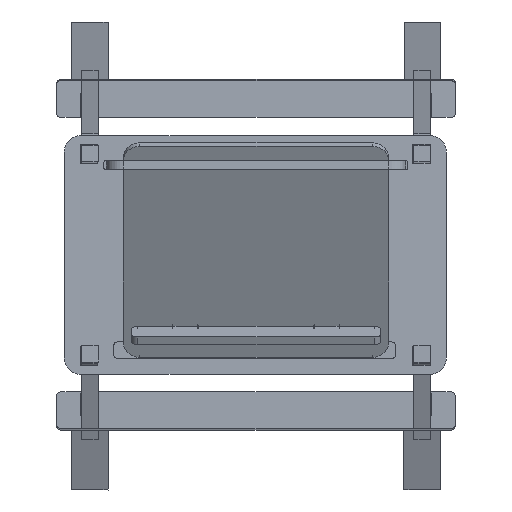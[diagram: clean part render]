
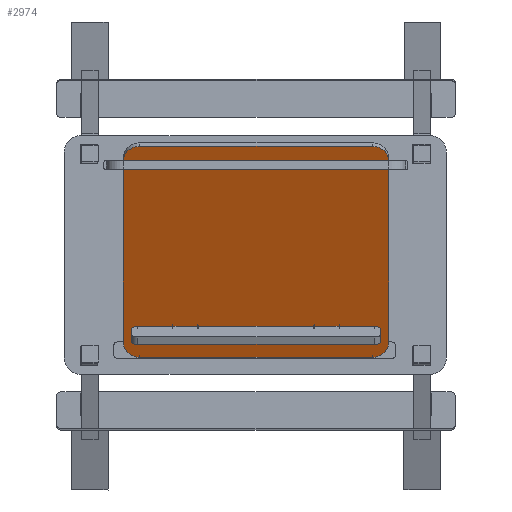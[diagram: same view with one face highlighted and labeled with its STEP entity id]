
A CAD part, top view. The second image highlights one B-rep face of the part: STEP entity #2974.
In plain terms, the highlighted planar face has unit normal (0, -0.423, 0.906).
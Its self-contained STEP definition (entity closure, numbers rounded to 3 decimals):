
#21=FACE_BOUND('',#535,.T.);
#22=FACE_BOUND('',#536,.T.);
#230=PLANE('',#3289);
#371=FACE_OUTER_BOUND('',#534,.T.);
#534=EDGE_LOOP('',(#2595,#2596,#2597,#2598,#2599,#2600,#2601,#2602));
#535=EDGE_LOOP('',(#2603,#2604,#2605,#2606));
#536=EDGE_LOOP('',(#2607,#2608,#2609,#2610));
#799=LINE('',#4801,#1130);
#802=LINE('',#4807,#1133);
#805=LINE('',#4813,#1136);
#808=LINE('',#4817,#1139);
#811=LINE('',#4825,#1142);
#814=LINE('',#4831,#1145);
#817=LINE('',#4837,#1148);
#820=LINE('',#4841,#1151);
#823=LINE('',#4849,#1154);
#827=LINE('',#4861,#1158);
#831=LINE('',#4873,#1162);
#835=LINE('',#4885,#1166);
#1130=VECTOR('',#3923,10.);
#1133=VECTOR('',#3928,10.);
#1136=VECTOR('',#3933,10.);
#1139=VECTOR('',#3938,10.);
#1142=VECTOR('',#3943,10.);
#1145=VECTOR('',#3948,10.);
#1148=VECTOR('',#3953,10.);
#1151=VECTOR('',#3958,10.);
#1154=VECTOR('',#3963,10.);
#1158=VECTOR('',#3975,10.);
#1162=VECTOR('',#3987,10.);
#1166=VECTOR('',#3999,10.);
#1281=CIRCLE('',#3276,10.);
#1283=CIRCLE('',#3280,10.);
#1285=CIRCLE('',#3284,10.);
#1287=CIRCLE('',#3288,10.);
#1492=VERTEX_POINT('',#4798);
#1493=VERTEX_POINT('',#4800);
#1495=VERTEX_POINT('',#4806);
#1497=VERTEX_POINT('',#4812);
#1500=VERTEX_POINT('',#4822);
#1501=VERTEX_POINT('',#4824);
#1503=VERTEX_POINT('',#4830);
#1505=VERTEX_POINT('',#4836);
#1508=VERTEX_POINT('',#4846);
#1509=VERTEX_POINT('',#4848);
#1511=VERTEX_POINT('',#4854);
#1513=VERTEX_POINT('',#4860);
#1515=VERTEX_POINT('',#4866);
#1517=VERTEX_POINT('',#4872);
#1519=VERTEX_POINT('',#4878);
#1521=VERTEX_POINT('',#4884);
#1855=EDGE_CURVE('',#1493,#1492,#799,.T.);
#1858=EDGE_CURVE('',#1495,#1493,#802,.T.);
#1861=EDGE_CURVE('',#1497,#1495,#805,.T.);
#1864=EDGE_CURVE('',#1492,#1497,#808,.T.);
#1867=EDGE_CURVE('',#1501,#1500,#811,.T.);
#1870=EDGE_CURVE('',#1503,#1501,#814,.T.);
#1873=EDGE_CURVE('',#1505,#1503,#817,.T.);
#1876=EDGE_CURVE('',#1500,#1505,#820,.T.);
#1879=EDGE_CURVE('',#1509,#1508,#823,.T.);
#1882=EDGE_CURVE('',#1511,#1509,#1281,.T.);
#1885=EDGE_CURVE('',#1513,#1511,#827,.T.);
#1888=EDGE_CURVE('',#1515,#1513,#1283,.T.);
#1891=EDGE_CURVE('',#1517,#1515,#831,.T.);
#1894=EDGE_CURVE('',#1519,#1517,#1285,.T.);
#1897=EDGE_CURVE('',#1521,#1519,#835,.T.);
#1900=EDGE_CURVE('',#1508,#1521,#1287,.T.);
#2595=ORIENTED_EDGE('',*,*,#1900,.T.);
#2596=ORIENTED_EDGE('',*,*,#1897,.T.);
#2597=ORIENTED_EDGE('',*,*,#1894,.T.);
#2598=ORIENTED_EDGE('',*,*,#1891,.T.);
#2599=ORIENTED_EDGE('',*,*,#1888,.T.);
#2600=ORIENTED_EDGE('',*,*,#1885,.T.);
#2601=ORIENTED_EDGE('',*,*,#1882,.T.);
#2602=ORIENTED_EDGE('',*,*,#1879,.T.);
#2603=ORIENTED_EDGE('',*,*,#1861,.T.);
#2604=ORIENTED_EDGE('',*,*,#1858,.T.);
#2605=ORIENTED_EDGE('',*,*,#1855,.T.);
#2606=ORIENTED_EDGE('',*,*,#1864,.T.);
#2607=ORIENTED_EDGE('',*,*,#1873,.T.);
#2608=ORIENTED_EDGE('',*,*,#1870,.T.);
#2609=ORIENTED_EDGE('',*,*,#1867,.T.);
#2610=ORIENTED_EDGE('',*,*,#1876,.T.);
#2974=ADVANCED_FACE('',(#371,#21,#22),#230,.T.);
#3276=AXIS2_PLACEMENT_3D('',#4855,#3969,#3970);
#3280=AXIS2_PLACEMENT_3D('',#4867,#3981,#3982);
#3284=AXIS2_PLACEMENT_3D('',#4879,#3993,#3994);
#3288=AXIS2_PLACEMENT_3D('',#4889,#4005,#4006);
#3289=AXIS2_PLACEMENT_3D('',#4890,#4007,#4008);
#3923=DIRECTION('',(0.,0.906,0.423));
#3928=DIRECTION('',(-1.,0.,0.));
#3933=DIRECTION('',(0.,-0.906,-0.423));
#3938=DIRECTION('',(1.,0.,0.));
#3943=DIRECTION('',(0.,0.906,0.423));
#3948=DIRECTION('',(-1.,0.,0.));
#3953=DIRECTION('',(0.,-0.906,-0.423));
#3958=DIRECTION('',(1.,0.,0.));
#3963=DIRECTION('',(1.,0.,0.));
#3969=DIRECTION('center_axis',(0.,-0.423,0.906));
#3970=DIRECTION('ref_axis',(-1.,0.,0.));
#3975=DIRECTION('',(0.,-0.906,-0.423));
#3981=DIRECTION('center_axis',(0.,-0.423,0.906));
#3982=DIRECTION('ref_axis',(0.,0.906,0.423));
#3987=DIRECTION('',(-1.,0.,0.));
#3993=DIRECTION('center_axis',(0.,-0.423,0.906));
#3994=DIRECTION('ref_axis',(1.,0.,0.));
#3999=DIRECTION('',(0.,0.906,0.423));
#4005=DIRECTION('center_axis',(0.,-0.423,0.906));
#4006=DIRECTION('ref_axis',(0.,-0.906,-0.423));
#4007=DIRECTION('center_axis',(0.,-0.423,0.906));
#4008=DIRECTION('ref_axis',(1.,0.,0.));
#4798=CARTESIAN_POINT('',(55.,-65.611,-1.853));
#4800=CARTESIAN_POINT('',(55.,-70.687,-4.219));
#4801=CARTESIAN_POINT('',(55.,-45.763,7.403));
#4806=CARTESIAN_POINT('',(70.6,-70.687,-4.219));
#4807=CARTESIAN_POINT('',(87.8,-70.687,-4.219));
#4812=CARTESIAN_POINT('',(70.6,-65.611,-1.853));
#4813=CARTESIAN_POINT('',(70.6,-43.226,8.586));
#4817=CARTESIAN_POINT('',(80.,-65.611,-1.853));
#4822=CARTESIAN_POINT('',(139.4,-65.611,-1.853));
#4824=CARTESIAN_POINT('',(139.4,-70.687,-4.219));
#4825=CARTESIAN_POINT('',(139.4,-45.763,7.403));
#4830=CARTESIAN_POINT('',(155.,-70.687,-4.219));
#4831=CARTESIAN_POINT('',(130.,-70.687,-4.219));
#4836=CARTESIAN_POINT('',(155.,-65.611,-1.853));
#4837=CARTESIAN_POINT('',(155.,-43.226,8.586));
#4841=CARTESIAN_POINT('',(122.2,-65.611,-1.853));
#4846=CARTESIAN_POINT('',(175.,-84.281,-10.558));
#4848=CARTESIAN_POINT('',(35.,-84.281,-10.558));
#4849=CARTESIAN_POINT('',(175.,-84.281,-10.558));
#4854=CARTESIAN_POINT('',(25.,-75.218,-6.332));
#4855=CARTESIAN_POINT('Origin',(35.,-75.218,-6.332));
#4860=CARTESIAN_POINT('',(25.,33.539,44.382));
#4861=CARTESIAN_POINT('',(25.,-75.218,-6.332));
#4866=CARTESIAN_POINT('',(35.,42.602,48.608));
#4867=CARTESIAN_POINT('Origin',(35.,33.539,44.382));
#4872=CARTESIAN_POINT('',(175.,42.602,48.608));
#4873=CARTESIAN_POINT('',(35.,42.602,48.608));
#4878=CARTESIAN_POINT('',(185.,33.539,44.382));
#4879=CARTESIAN_POINT('Origin',(175.,33.539,44.382));
#4884=CARTESIAN_POINT('',(185.,-75.218,-6.332));
#4885=CARTESIAN_POINT('',(185.,33.539,44.382));
#4889=CARTESIAN_POINT('Origin',(175.,-75.218,-6.332));
#4890=CARTESIAN_POINT('Origin',(105.,-20.84,19.025));
